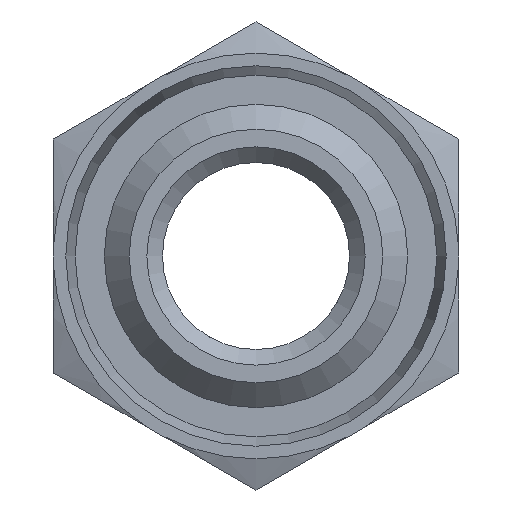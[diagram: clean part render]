
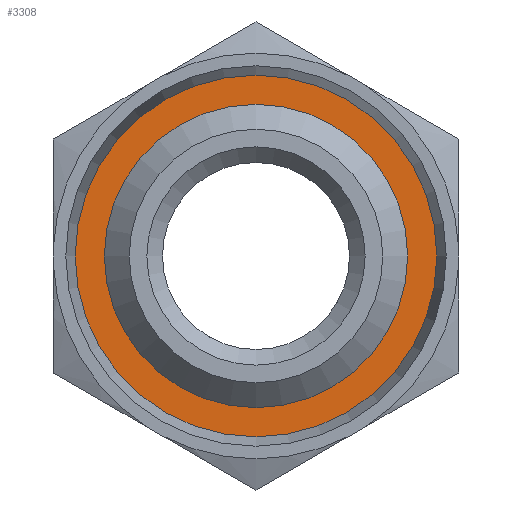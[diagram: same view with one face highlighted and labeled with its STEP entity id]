
A CAD part, front view. The second image highlights one B-rep face of the part: STEP entity #3308.
In plain terms, the highlighted planar face has unit normal (0, -1, 0).
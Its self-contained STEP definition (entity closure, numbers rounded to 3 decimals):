
#3274=CARTESIAN_POINT('',(0.0,6.3,4.8));
#3275=VERTEX_POINT('',#3274);
#3276=CARTESIAN_POINT('',(0.0,6.3,0.0));
#3277=DIRECTION('',(0.0,-1.0,0.0));
#3278=DIRECTION('',(0.0,0.0,1.0));
#3279=AXIS2_PLACEMENT_3D('',#3276,#3277,#3278);
#3280=CIRCLE('',#3279,4.8);
#3281=EDGE_CURVE('',#3275,#3275,#3280,.T.);
#3289=CARTESIAN_POINT('',(0.0,6.3,5.3));
#3290=DIRECTION('',(0.0,1.0,0.0));
#3291=DIRECTION('',(0.0,0.0,1.0));
#3292=AXIS2_PLACEMENT_3D('',#3289,#3290,#3291);
#3293=PLANE('',#3292);
#3294=CARTESIAN_POINT('',(0.0,6.3,5.8));
#3295=VERTEX_POINT('',#3294);
#3296=CARTESIAN_POINT('',(0.0,6.3,0.0));
#3297=DIRECTION('',(0.0,-1.0,0.0));
#3298=DIRECTION('',(0.0,0.0,1.0));
#3299=AXIS2_PLACEMENT_3D('',#3296,#3297,#3298);
#3300=CIRCLE('',#3299,5.8);
#3301=EDGE_CURVE('',#3295,#3295,#3300,.T.);
#3302=ORIENTED_EDGE('',*,*,#3301,.T.);
#3303=EDGE_LOOP('',(#3302));
#3304=FACE_OUTER_BOUND('',#3303,.T.);
#3305=ORIENTED_EDGE('',*,*,#3281,.F.);
#3306=EDGE_LOOP('',(#3305));
#3307=FACE_BOUND('',#3306,.T.);
#3308=ADVANCED_FACE('',(#3304,#3307),#3293,.F.);
